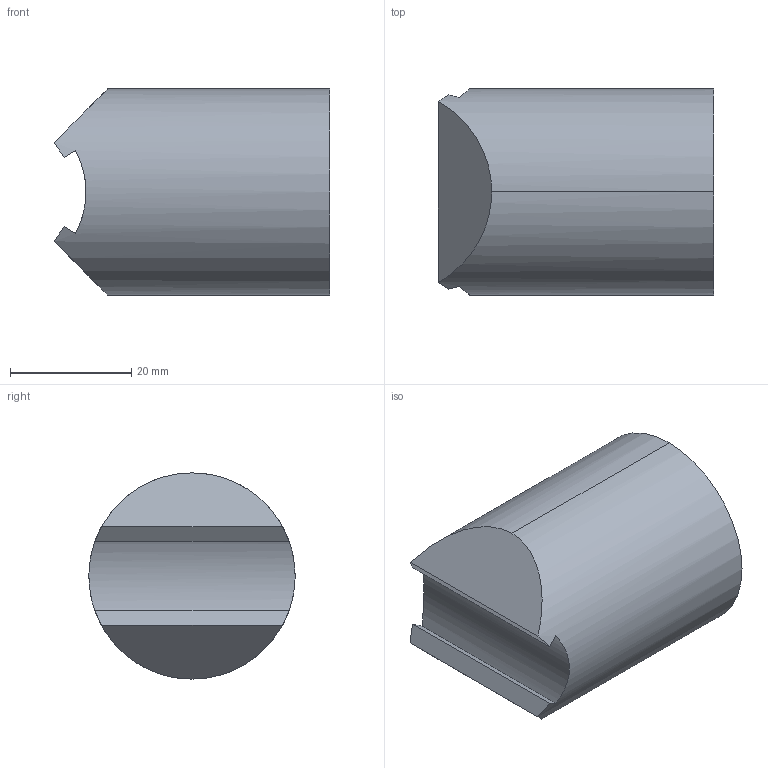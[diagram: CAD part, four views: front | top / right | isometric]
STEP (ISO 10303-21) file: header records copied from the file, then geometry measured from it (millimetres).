
FILE_DESCRIPTION(('STEP AP214'),'1');
FILE_NAME('cctmp_F5FD5CB4-939D-4D2D-994A-746D10E5D058_2020_1_16_7_1_16_968..stp','2020-01-16T06:01:17',('Bosch Rexroth AG'),('CADClick - www.CADClick.com'),'Spatial InterOp 3D',' ','unknown authorization - (Healing Option Enabled)');
FILE_SCHEMA(('AUTOMOTIVE_DESIGN'));
Length unit declared in the file: millimetre
Products named in the file (1): 2020_01_16__07-01-16-966
Bounding box: 45.52 x 34 x 34 mm (x, y, z)
Volume: 24338.3 mm3; surface area: 8480.9 mm2
Topology: 1 solids, 1 shells, 13 faces, 30 edges, 20 vertices
Faces by surface type: plane 8, cylinder 5
Entity records: 533 total; most frequent: CARTESIAN_POINT 138, ORIENTED_EDGE 60, DIRECTION 50, EDGE_CURVE 30, AXIS2_PLACEMENT_3D 20, VERTEX_POINT 20, STYLED_ITEM 14, PRESENTATION_STYLE_ASSIGNMENT 14
